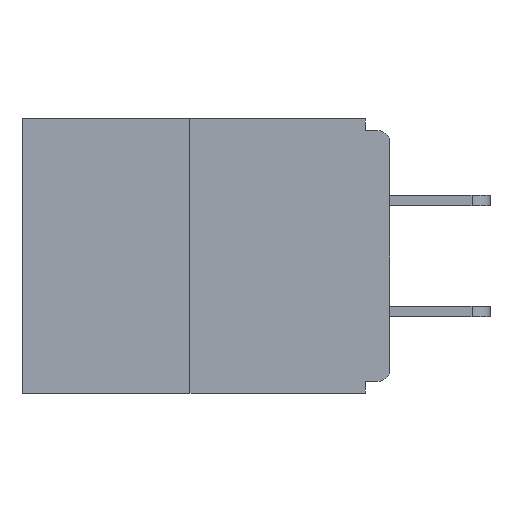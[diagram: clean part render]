
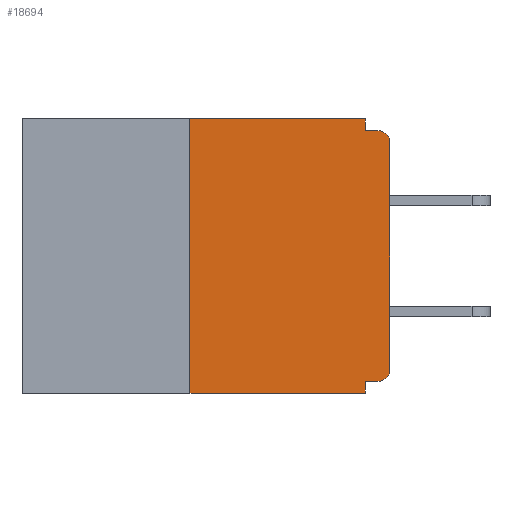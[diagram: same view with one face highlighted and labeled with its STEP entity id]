
A CAD part, left-side view. The second image highlights one B-rep face of the part: STEP entity #18694.
In plain terms, the highlighted planar face has unit normal (-1, 0, 0).
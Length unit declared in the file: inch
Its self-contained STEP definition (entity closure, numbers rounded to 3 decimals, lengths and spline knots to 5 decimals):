
#34 = EDGE_CURVE ( 'NONE', #2064, #10896, #2864, .T. ) ;
#719 = LINE ( 'NONE', #18740, #5689 ) ;
#1136 = CARTESIAN_POINT ( 'NONE',  ( 0., 0., 0. ) ) ;
#1350 = ORIENTED_EDGE ( 'NONE', *, *, #20215, .T. ) ;
#1401 = DIRECTION ( 'NONE',  ( -1., 0., 0. ) ) ;
#1548 = CARTESIAN_POINT ( 'NONE',  ( 0., 0.015, -0.03 ) ) ;
#2064 = VERTEX_POINT ( 'NONE', #19754 ) ;
#2374 = CARTESIAN_POINT ( 'NONE',  ( 0., 0.015, -0.015 ) ) ;
#2564 = ORIENTED_EDGE ( 'NONE', *, *, #10744, .T. ) ;
#2574 = DIRECTION ( 'NONE',  ( 0., -1., 0. ) ) ;
#2864 = CIRCLE ( 'NONE', #8701, 0.015 ) ;
#3177 = LINE ( 'NONE', #10953, #6671 ) ;
#3482 = EDGE_CURVE ( 'NONE', #5042, #11988, #15652, .T. ) ;
#3776 = ORIENTED_EDGE ( 'NONE', *, *, #17245, .F. ) ;
#3979 = VECTOR ( 'NONE', #13869, 39.37008 ) ;
#4610 = DIRECTION ( 'NONE',  ( 0., -1., 0. ) ) ;
#4803 = VECTOR ( 'NONE', #2574, 39.37008 ) ;
#4805 = AXIS2_PLACEMENT_3D ( 'NONE', #10723, #7718, #7651 ) ;
#5042 = VERTEX_POINT ( 'NONE', #19197 ) ;
#5263 = VERTEX_POINT ( 'NONE', #16793 ) ;
#5689 = VECTOR ( 'NONE', #12430, 39.37008 ) ;
#6285 = CARTESIAN_POINT ( 'NONE',  ( 0., 0.015, -0.328 ) ) ;
#6671 = VECTOR ( 'NONE', #10882, 39.37008 ) ;
#7248 = CARTESIAN_POINT ( 'NONE',  ( 0., 0.031, -0.328 ) ) ;
#7299 = LINE ( 'NONE', #16808, #9496 ) ;
#7311 = VECTOR ( 'NONE', #19405, 39.37008 ) ;
#7651 = DIRECTION ( 'NONE',  ( 0., 0., -1. ) ) ;
#7718 = DIRECTION ( 'NONE',  ( 1., 0., 0. ) ) ;
#8227 = CARTESIAN_POINT ( 'NONE',  ( 0., 0., -0.328 ) ) ;
#8295 = DIRECTION ( 'NONE',  ( 0., 1., 0. ) ) ;
#8701 = AXIS2_PLACEMENT_3D ( 'NONE', #1548, #1401, #17293 ) ;
#8811 = ORIENTED_EDGE ( 'NONE', *, *, #17371, .F. ) ;
#9196 = ORIENTED_EDGE ( 'NONE', *, *, #13975, .F. ) ;
#9219 = CARTESIAN_POINT ( 'NONE',  ( 0., 0.25, -0.343 ) ) ;
#9223 = VECTOR ( 'NONE', #8295, 39.37008 ) ;
#9496 = VECTOR ( 'NONE', #13509, 39.37008 ) ;
#9952 = CARTESIAN_POINT ( 'NONE',  ( 0., 0.031, 0. ) ) ;
#9975 = VERTEX_POINT ( 'NONE', #9219 ) ;
#10008 = ORIENTED_EDGE ( 'NONE', *, *, #34, .T. ) ;
#10501 = CARTESIAN_POINT ( 'NONE',  ( 0., 0., -0.015 ) ) ;
#10653 = PLANE ( 'NONE',  #4805 ) ;
#10686 = CARTESIAN_POINT ( 'NONE',  ( 0., 0., -0.313 ) ) ;
#10723 = CARTESIAN_POINT ( 'NONE',  ( 0., 0.46, 0. ) ) ;
#10744 = EDGE_CURVE ( 'NONE', #18370, #2064, #19125, .T. ) ;
#10882 = DIRECTION ( 'NONE',  ( 0., 0., 1. ) ) ;
#10896 = VERTEX_POINT ( 'NONE', #2374 ) ;
#10934 = AXIS2_PLACEMENT_3D ( 'NONE', #14797, #14999, #16599 ) ;
#10953 = CARTESIAN_POINT ( 'NONE',  ( 0., 0.25, 0. ) ) ;
#11035 = LINE ( 'NONE', #10501, #4803 ) ;
#11083 = CARTESIAN_POINT ( 'NONE',  ( 0., 0.46, 0. ) ) ;
#11322 = EDGE_LOOP ( 'NONE', ( #17048, #9196, #1350, #8811, #19452, #15438, #2564, #10008, #3776, #11833 ) ) ;
#11833 = ORIENTED_EDGE ( 'NONE', *, *, #16389, .F. ) ;
#11988 = VERTEX_POINT ( 'NONE', #16039 ) ;
#12430 = DIRECTION ( 'NONE',  ( 0., -1., 0. ) ) ;
#12836 = VERTEX_POINT ( 'NONE', #17588 ) ;
#13207 = LINE ( 'NONE', #8227, #9223 ) ;
#13330 = VERTEX_POINT ( 'NONE', #6285 ) ;
#13509 = DIRECTION ( 'NONE',  ( 0., 0., -1. ) ) ;
#13869 = DIRECTION ( 'NONE',  ( 0., 0., 1. ) ) ;
#13975 = EDGE_CURVE ( 'NONE', #9975, #5042, #3177, .T. ) ;
#14797 = CARTESIAN_POINT ( 'NONE',  ( 0., 0.015, -0.313 ) ) ;
#14999 = DIRECTION ( 'NONE',  ( -1., 0., 0. ) ) ;
#15438 = ORIENTED_EDGE ( 'NONE', *, *, #18565, .T. ) ;
#15652 = LINE ( 'NONE', #11083, #20088 ) ;
#16039 = CARTESIAN_POINT ( 'NONE',  ( 0., 0.031, 0. ) ) ;
#16389 = EDGE_CURVE ( 'NONE', #11988, #5263, #18991, .T. ) ;
#16455 = FACE_OUTER_BOUND ( 'NONE', #11322, .T. ) ;
#16599 = DIRECTION ( 'NONE',  ( 0., 0., -1. ) ) ;
#16793 = CARTESIAN_POINT ( 'NONE',  ( 0., 0.031, -0.015 ) ) ;
#16808 = CARTESIAN_POINT ( 'NONE',  ( 0., 0.031, -0.343 ) ) ;
#17048 = ORIENTED_EDGE ( 'NONE', *, *, #3482, .F. ) ;
#17245 = EDGE_CURVE ( 'NONE', #5263, #10896, #11035, .T. ) ;
#17293 = DIRECTION ( 'NONE',  ( 0., 0., -1. ) ) ;
#17371 = EDGE_CURVE ( 'NONE', #20582, #12836, #7299, .T. ) ;
#17588 = CARTESIAN_POINT ( 'NONE',  ( 0., 0.031, -0.343 ) ) ;
#18370 = VERTEX_POINT ( 'NONE', #10686 ) ;
#18445 = CIRCLE ( 'NONE', #10934, 0.015 ) ;
#18565 = EDGE_CURVE ( 'NONE', #13330, #18370, #18445, .T. ) ;
#18694 = ADVANCED_FACE ( 'NONE', ( #16455 ), #10653, .F. ) ;
#18740 = CARTESIAN_POINT ( 'NONE',  ( 0., 0.46, -0.343 ) ) ;
#18991 = LINE ( 'NONE', #9952, #7311 ) ;
#19125 = LINE ( 'NONE', #1136, #3979 ) ;
#19197 = CARTESIAN_POINT ( 'NONE',  ( 0., 0.25, 0. ) ) ;
#19287 = EDGE_CURVE ( 'NONE', #13330, #20582, #13207, .T. ) ;
#19405 = DIRECTION ( 'NONE',  ( 0., 0., -1. ) ) ;
#19452 = ORIENTED_EDGE ( 'NONE', *, *, #19287, .F. ) ;
#19754 = CARTESIAN_POINT ( 'NONE',  ( 0., 0., -0.03 ) ) ;
#20088 = VECTOR ( 'NONE', #4610, 39.37008 ) ;
#20215 = EDGE_CURVE ( 'NONE', #9975, #12836, #719, .T. ) ;
#20582 = VERTEX_POINT ( 'NONE', #7248 ) ;
